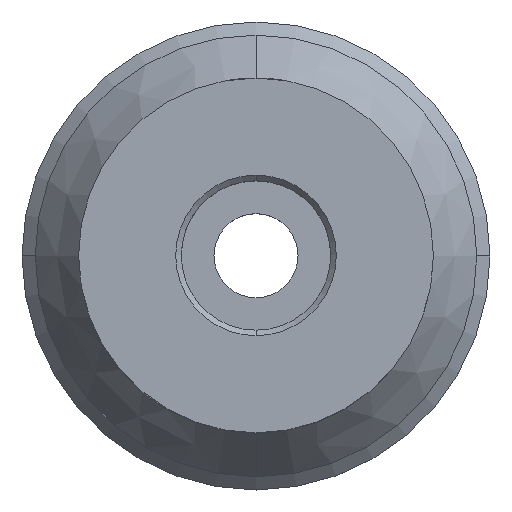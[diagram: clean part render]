
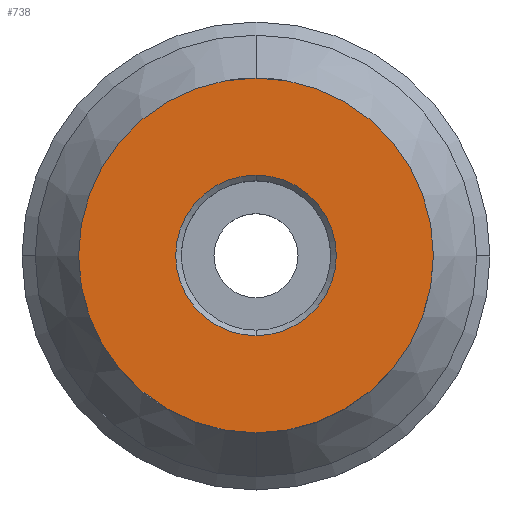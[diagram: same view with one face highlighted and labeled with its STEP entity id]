
A CAD part, top view. The second image highlights one B-rep face of the part: STEP entity #738.
In plain terms, the highlighted planar face has unit normal (0, 0, 1).
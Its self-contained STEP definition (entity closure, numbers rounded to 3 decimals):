
#302=VERTEX_POINT('',#812);
#336=EDGE_CURVE('',#302,#526,#847,.T.);
#354=VERTEX_POINT('',#867);
#490=VERTEX_POINT('',#1023);
#526=VERTEX_POINT('',#1062);
#656=EDGE_CURVE('',#526,#302,#1206,.T.);
#686=EDGE_CURVE('',#490,#354,#1241,.T.);
#738=ADVANCED_FACE('',(#1299,#1300),#1301,.T.);
#756=EDGE_CURVE('',#354,#490,#1320,.T.);
#812=CARTESIAN_POINT('',(0.,-8.6,0.0));
#847=CIRCLE('',#1464,8.6);
#867=CARTESIAN_POINT('',(0.,-19.0,0.0));
#1023=CARTESIAN_POINT('',(0.0,19.0,0.0));
#1062=CARTESIAN_POINT('',(0.0,8.6,0.0));
#1206=CIRCLE('',#2070,8.6);
#1241=CIRCLE('',#2186,19.0);
#1299=FACE_BOUND('',#2328,.T.);
#1300=FACE_OUTER_BOUND('',#2329,.T.);
#1301=PLANE('',#2330);
#1320=CIRCLE('',#2409,19.0);
#1464=AXIS2_PLACEMENT_3D('',#2497,#2498,#2499);
#2070=AXIS2_PLACEMENT_3D('',#2916,#2917,#2918);
#2186=AXIS2_PLACEMENT_3D('',#2973,#2974,#2975);
#2328=EDGE_LOOP('',(#3045,#3046));
#2329=EDGE_LOOP('',(#3047,#3048));
#2330=AXIS2_PLACEMENT_3D('',#3049,#3050,#3051);
#2409=AXIS2_PLACEMENT_3D('',#3062,#3063,#3064);
#2497=CARTESIAN_POINT('',(0.0,0.0,0.0));
#2498=DIRECTION('',(-0.0,0.0,-1.0));
#2499=DIRECTION('',(0.0,1.0,0.0));
#2916=CARTESIAN_POINT('',(0.0,0.0,0.0));
#2917=DIRECTION('',(-0.0,0.0,-1.0));
#2918=DIRECTION('',(0.0,1.0,0.0));
#2973=CARTESIAN_POINT('',(0.0,0.0,0.0));
#2974=DIRECTION('',(0.0,0.0,-1.0));
#2975=DIRECTION('',(0.0,1.0,0.0));
#3045=ORIENTED_EDGE('',*,*,#656,.T.);
#3046=ORIENTED_EDGE('',*,*,#336,.T.);
#3047=ORIENTED_EDGE('',*,*,#686,.F.);
#3048=ORIENTED_EDGE('',*,*,#756,.F.);
#3049=CARTESIAN_POINT('',(0.0,9.5,0.0));
#3050=DIRECTION('',(-0.0,0.0,1.0));
#3051=DIRECTION('',(0.0,-1.0,0.0));
#3062=CARTESIAN_POINT('',(0.0,0.0,0.0));
#3063=DIRECTION('',(0.0,0.0,-1.0));
#3064=DIRECTION('',(0.0,1.0,0.0));
